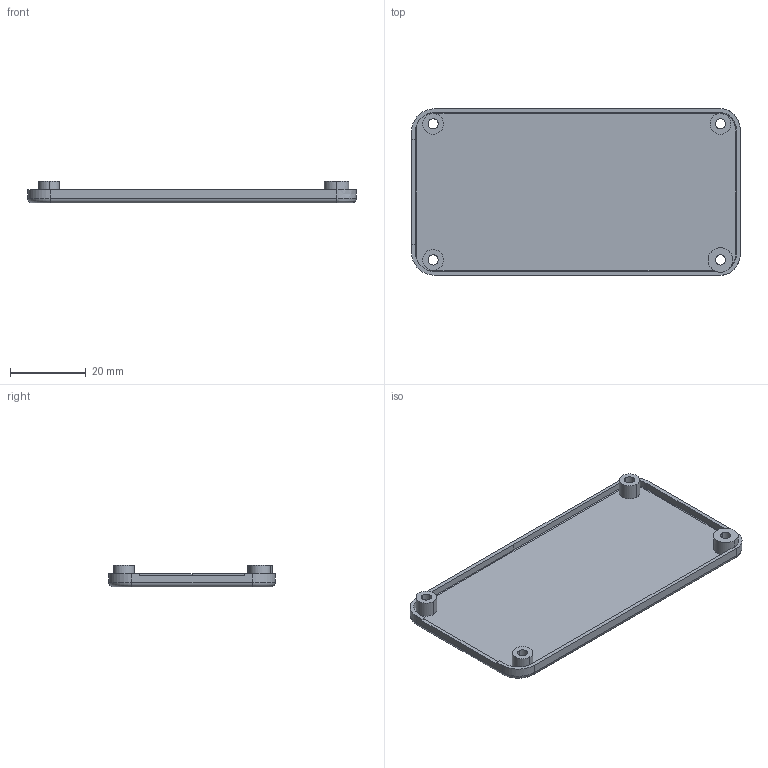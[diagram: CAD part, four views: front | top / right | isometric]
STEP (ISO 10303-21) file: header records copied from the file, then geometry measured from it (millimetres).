
FILE_DESCRIPTION((''),'2;1');
FILE_NAME('_081200','2025-08-12T21:29:31',('Administrator'),(''),'CREO PARAMETRIC BY PTC INC, 2024153','CREO PARAMETRIC BY PTC INC, 2024153','');
FILE_SCHEMA(('CONFIG_CONTROL_DESIGN'));
Length unit declared in the file: millimetre
Products named in the file (1): _081200
Bounding box: 87 x 44 x 5.73 mm (x, y, z)
Volume: 6264.7 mm3; surface area: 9315.4 mm2
Topology: 1 solids, 1 shells, 75 faces, 184 edges, 118 vertices
Faces by surface type: cylinder 40, plane 25, bspline 4, extrusion 4, torus 2
Entity records: 2822 total; most frequent: CARTESIAN_POINT 983, DIRECTION 373, ORIENTED_EDGE 368, EDGE_CURVE 184, AXIS2_PLACEMENT_3D 139, VERTEX_POINT 118, VECTOR 95, LINE 91
